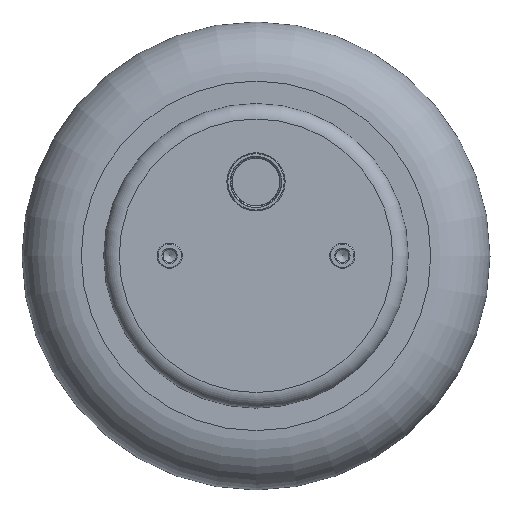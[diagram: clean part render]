
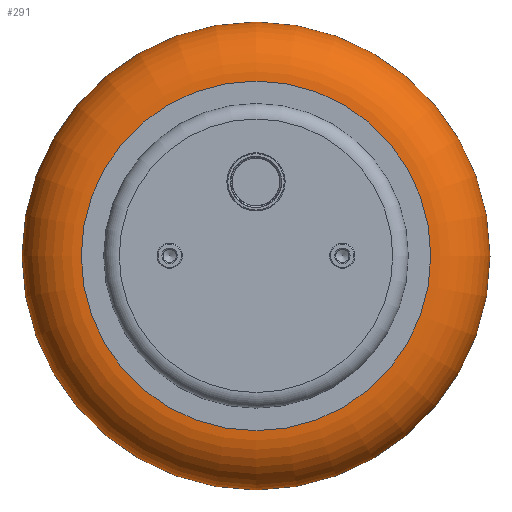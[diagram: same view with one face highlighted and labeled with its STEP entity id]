
A CAD part, top view. The second image highlights one B-rep face of the part: STEP entity #291.
In plain terms, the highlighted toroidal (fillet/blend) face has major radius 90.075 mm and minor radius 30.575 mm.
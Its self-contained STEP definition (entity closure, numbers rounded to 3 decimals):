
#260=TOROIDAL_SURFACE('',#1296,90.075,30.575);
#291=ADVANCED_FACE('',(#423,#424),#260,.T.);
#423=FACE_BOUND('',#605,.T.);
#424=FACE_BOUND('',#606,.T.);
#605=EDGE_LOOP('',(#789));
#606=EDGE_LOOP('',(#790));
#789=ORIENTED_EDGE('',*,*,#1090,.F.);
#790=ORIENTED_EDGE('',*,*,#1091,.F.);
#986=VERTEX_POINT('',#1880);
#987=VERTEX_POINT('',#1883);
#1090=EDGE_CURVE('',#986,#986,#1192,.T.);
#1091=EDGE_CURVE('',#987,#987,#1193,.T.);
#1192=CIRCLE('',#1293,90.075);
#1193=CIRCLE('',#1295,90.075);
#1293=AXIS2_PLACEMENT_3D('',#1879,#1500,#1501);
#1295=AXIS2_PLACEMENT_3D('',#1882,#1504,#1505);
#1296=AXIS2_PLACEMENT_3D('',#1884,#1506,#1507);
#1500=DIRECTION('',(0.,0.,-1.));
#1501=DIRECTION('',(-1.,0.,0.));
#1504=DIRECTION('',(0.,0.,1.));
#1505=DIRECTION('',(-1.,0.,0.));
#1506=DIRECTION('',(0.,0.,-1.));
#1507=DIRECTION('',(-1.,0.,0.));
#1879=CARTESIAN_POINT('',(0.,0.,20.));
#1880=CARTESIAN_POINT('',(-90.075,0.,20.));
#1882=CARTESIAN_POINT('',(0.,0.,81.15));
#1883=CARTESIAN_POINT('',(-90.075,0.,81.15));
#1884=CARTESIAN_POINT('',(0.,0.,50.575));
